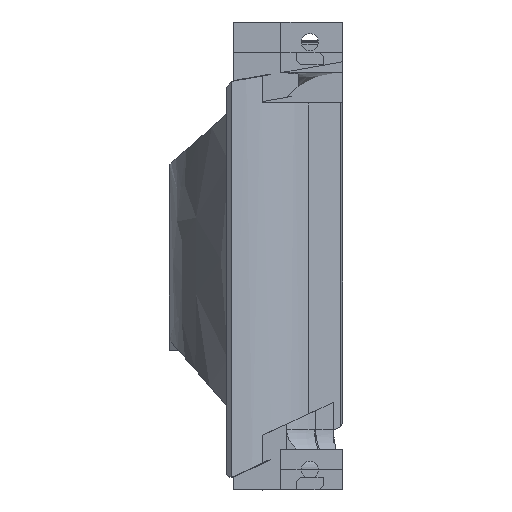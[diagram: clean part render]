
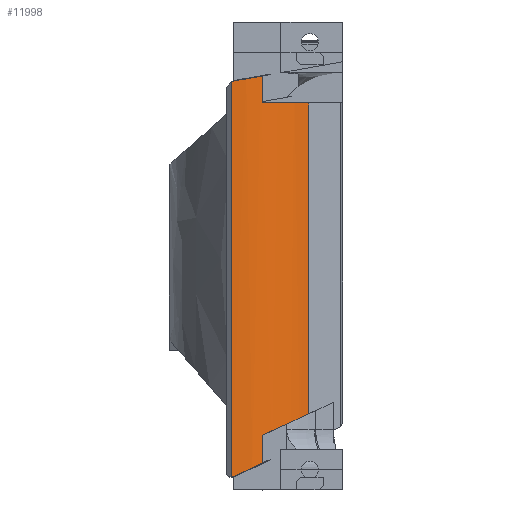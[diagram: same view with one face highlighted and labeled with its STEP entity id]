
A CAD part, top view. The second image highlights one B-rep face of the part: STEP entity #11998.
In plain terms, the highlighted cylindrical face has radius 23.056 mm (diameter 46.112 mm), a partial arc.
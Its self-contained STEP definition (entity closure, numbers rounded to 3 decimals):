
#518=CYLINDRICAL_SURFACE('',#12737,23.056);
#566=ELLIPSE('',#12589,25.44,23.056);
#568=ELLIPSE('',#12614,23.412,23.056);
#745=FACE_OUTER_BOUND('',#1419,.T.);
#1419=EDGE_LOOP('',(#8496,#8497,#8498,#8499));
#1988=LINE('',#16315,#3437);
#2047=LINE('',#16514,#3496);
#3437=VECTOR('',#13358,10.);
#3496=VECTOR('',#13469,10.);
#4882=VERTEX_POINT('',#16312);
#4883=VERTEX_POINT('',#16314);
#4888=VERTEX_POINT('',#16326);
#4939=VERTEX_POINT('',#16512);
#6034=EDGE_CURVE('',#4882,#4883,#1988,.T.);
#6041=EDGE_CURVE('',#4882,#4888,#566,.T.);
#6106=EDGE_CURVE('',#4888,#4939,#2047,.T.);
#6108=EDGE_CURVE('',#4939,#4883,#568,.T.);
#8496=ORIENTED_EDGE('',*,*,#6034,.F.);
#8497=ORIENTED_EDGE('',*,*,#6041,.T.);
#8498=ORIENTED_EDGE('',*,*,#6106,.T.);
#8499=ORIENTED_EDGE('',*,*,#6108,.T.);
#11998=ADVANCED_FACE('',(#745),#518,.T.);
#12589=AXIS2_PLACEMENT_3D('',#16328,#13368,#13369);
#12614=AXIS2_PLACEMENT_3D('',#16517,#13473,#13474);
#12737=AXIS2_PLACEMENT_3D('',#18265,#13891,#13892);
#13358=DIRECTION('',(0.,1.,0.));
#13368=DIRECTION('center_axis',(-0.423,0.906,0.));
#13369=DIRECTION('ref_axis',(0.906,0.423,0.));
#13469=DIRECTION('',(0.,1.,0.));
#13473=DIRECTION('center_axis',(0.174,-0.985,0.));
#13474=DIRECTION('ref_axis',(0.985,0.174,0.));
#13891=DIRECTION('center_axis',(0.,1.,0.));
#13892=DIRECTION('ref_axis',(0.,0.,
1.));
#16312=CARTESIAN_POINT('',(91.945,-51.225,226.059));
#16314=CARTESIAN_POINT('',(91.945,27.485,226.059));
#16315=CARTESIAN_POINT('',(91.945,-51.691,226.059));
#16326=CARTESIAN_POINT('',(107.249,-44.089,219.328));
#16328=CARTESIAN_POINT('Origin',(90.946,-51.691,203.025));
#16512=CARTESIAN_POINT('',(107.249,30.183,219.328));
#16514=CARTESIAN_POINT('',(107.249,-51.691,219.328));
#16517=CARTESIAN_POINT('Origin',(90.946,27.309,203.025));
#18265=CARTESIAN_POINT('Origin',(90.946,-51.691,203.025));
